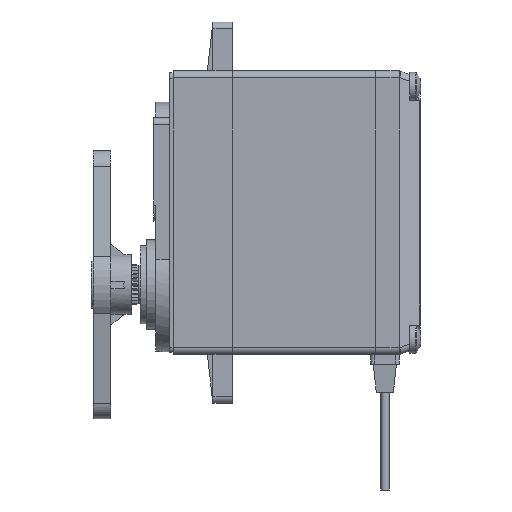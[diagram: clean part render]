
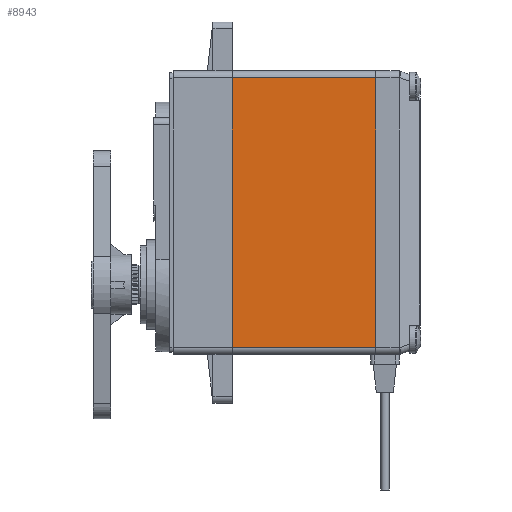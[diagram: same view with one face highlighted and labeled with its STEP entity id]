
A CAD part, left-side view. The second image highlights one B-rep face of the part: STEP entity #8943.
In plain terms, the highlighted planar face has unit normal (-1, 0, 0).
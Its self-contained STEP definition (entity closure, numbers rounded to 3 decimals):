
#434=PLANE('',#9605);
#762=FACE_OUTER_BOUND('',#1288,.T.);
#1288=EDGE_LOOP('',(#6436,#6437,#6438,#6439));
#1928=LINE('',#13646,#2733);
#1929=LINE('',#13648,#2734);
#1930=LINE('',#13650,#2735);
#1931=LINE('',#13651,#2736);
#2733=VECTOR('',#10890,1000.);
#2734=VECTOR('',#10891,1000.);
#2735=VECTOR('',#10892,1000.);
#2736=VECTOR('',#10893,1000.);
#3916=VERTEX_POINT('',#13644);
#3917=VERTEX_POINT('',#13645);
#3918=VERTEX_POINT('',#13647);
#3919=VERTEX_POINT('',#13649);
#4864=EDGE_CURVE('',#3916,#3917,#1928,.T.);
#4865=EDGE_CURVE('',#3916,#3918,#1929,.T.);
#4866=EDGE_CURVE('',#3918,#3919,#1930,.T.);
#4867=EDGE_CURVE('',#3919,#3917,#1931,.T.);
#6436=ORIENTED_EDGE('',*,*,#4864,.F.);
#6437=ORIENTED_EDGE('',*,*,#4865,.T.);
#6438=ORIENTED_EDGE('',*,*,#4866,.T.);
#6439=ORIENTED_EDGE('',*,*,#4867,.T.);
#8943=ADVANCED_FACE('',(#762),#434,.F.);
#9605=AXIS2_PLACEMENT_3D('',#13643,#10888,#10889);
#10888=DIRECTION('center_axis',(1.,0.,0.));
#10889=DIRECTION('ref_axis',(0.,0.,-1.));
#10890=DIRECTION('',(0.,0.,1.));
#10891=DIRECTION('',(0.,-1.,0.));
#10892=DIRECTION('',(0.,0.,1.));
#10893=DIRECTION('',(0.,1.,0.));
#13643=CARTESIAN_POINT('Origin',(-9.9,10.25,-20.3));
#13644=CARTESIAN_POINT('',(-9.9,10.25,-19.3));
#13645=CARTESIAN_POINT('',(-9.9,10.25,19.3));
#13646=CARTESIAN_POINT('',(-9.9,10.25,-20.3));
#13647=CARTESIAN_POINT('',(-9.9,-10.25,-19.3));
#13648=CARTESIAN_POINT('',(-9.9,10.25,-19.3));
#13649=CARTESIAN_POINT('',(-9.9,-10.25,19.3));
#13650=CARTESIAN_POINT('',(-9.9,-10.25,-20.3));
#13651=CARTESIAN_POINT('',(-9.9,10.25,19.3));
